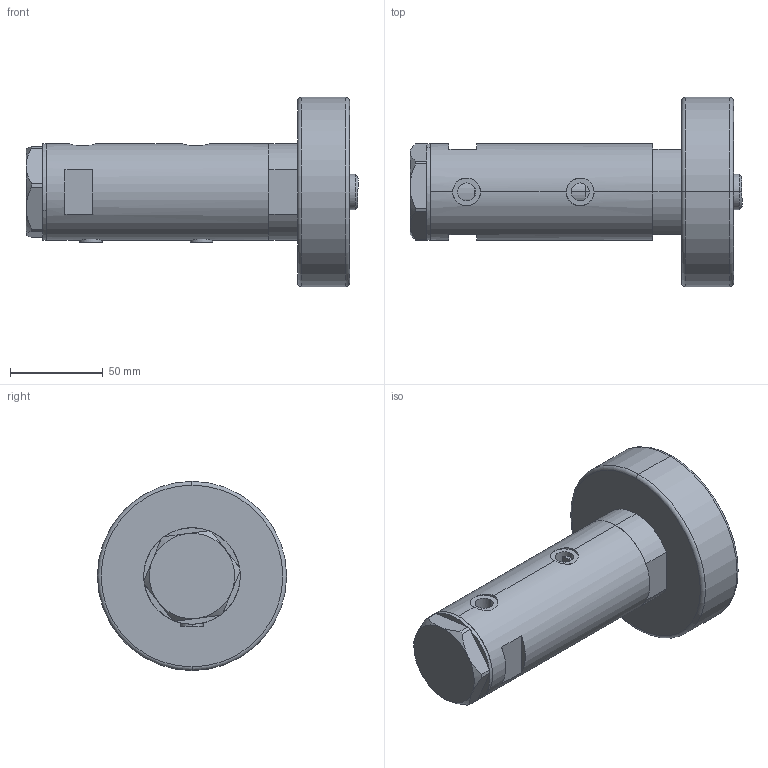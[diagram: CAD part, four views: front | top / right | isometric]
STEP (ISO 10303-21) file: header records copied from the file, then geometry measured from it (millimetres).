
FILE_DESCRIPTION (( 'STEP AP203' ), '1' );
FILE_NAME ('b2e6.STEP', '2022-04-15T04:44:32', ( '' ), ( '' ), 'SwSTEP 2.0', 'SolidWorks 2019', '' );
FILE_SCHEMA (( 'CONFIG_CONTROL_DESIGN' ));
Length unit declared in the file: millimetre
Products named in the file (6): V270CG_MIDDLE 0b8f165fe73731182ba116005035db67; V270CG_FRONT 0b8f165fe73731182ba116005035db67; V270CG_VC 0b8f165fe73731182ba116005035db67; V270CG_271C 0b8f165fe73731182ba116005035db67; b2e6; V270CG_BACK 0b8f165fe73731182ba116005035db67
Assembly tree (5 placements, depth 2):
  b2e6
    V270CG_MIDDLE 0b8f165fe73731182ba116005035db67
    V270CG_BACK 0b8f165fe73731182ba116005035db67
    V270CG_FRONT 0b8f165fe73731182ba116005035db67
    V270CG_VC 0b8f165fe73731182ba116005035db67
    V270CG_271C 0b8f165fe73731182ba116005035db67
Bounding box: 179.02 x 102 x 102 mm (x, y, z)
Volume: 512514 mm3; surface area: 100469.2 mm2
Topology: 5 solids, 5 shells, 150 faces, 347 edges, 211 vertices
Faces by surface type: plane 69, cylinder 57, cone 16, torus 8
Entity records: 5555 total; most frequent: CARTESIAN_POINT 1478, DIRECTION 767, ORIENTED_EDGE 690, EDGE_CURVE 345, AXIS2_PLACEMENT_3D 312, VERTEX_POINT 211, EDGE_LOOP 170, CIRCLE 154
